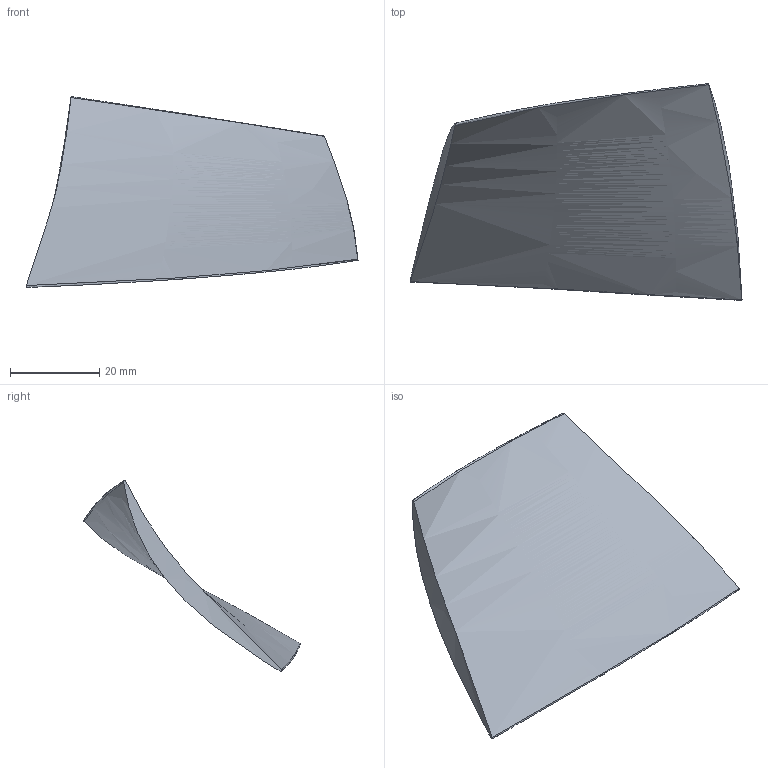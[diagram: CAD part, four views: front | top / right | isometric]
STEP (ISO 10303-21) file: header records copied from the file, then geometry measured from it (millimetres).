
FILE_DESCRIPTION(('FreeCAD Model'),'2;1');
FILE_NAME('ReferenceBlade.step' ,'2020-03-04T14:32:57',('Author'),(''), 'Open CASCADE STEP processor 7.3','FreeCAD','Unknown');
FILE_SCHEMA(('AUTOMOTIVE_DESIGN { 1 0 10303 214 1 1 1 1 }'));
Products named in the file (1): Shape001
Bounding box: 74.43 x 48.54 x 42.81 mm (x, y, z)
Volume: 7940.6 mm3; surface area: 7757.2 mm2
Topology: 1 solids, 1 shells, 6 faces, 12 edges, 8 vertices
Faces by surface type: bspline 4, revolution 2
Entity records: 36759 total; most frequent: CARTESIAN_POINT 36553, B_SPLINE_CURVE_WITH_KNOTS 26, ORIENTED_EDGE 24, PCURVE 24, DEFINITIONAL_REPRESENTATION 24, DIRECTION 12, EDGE_CURVE 12, SURFACE_CURVE 12
